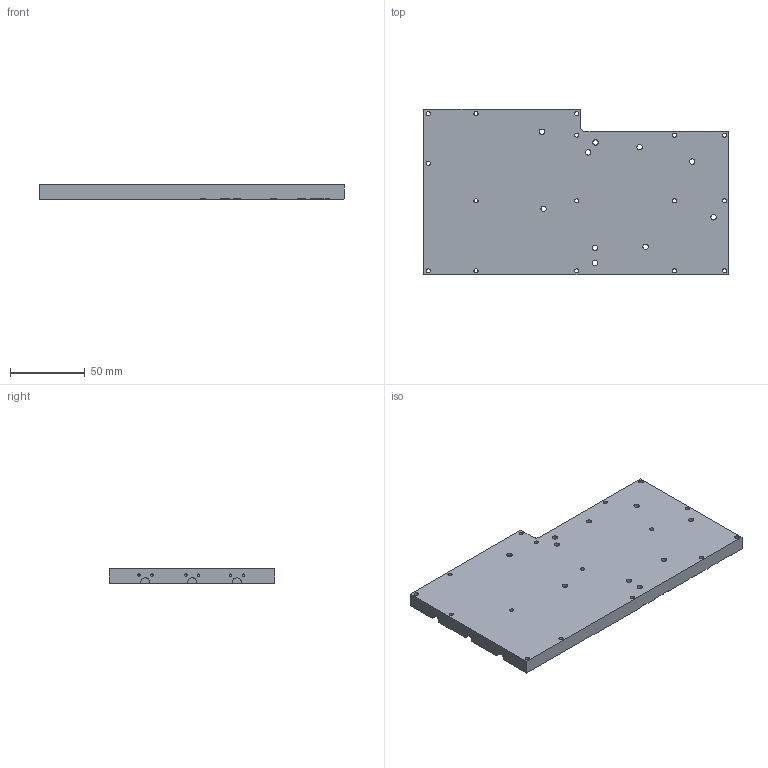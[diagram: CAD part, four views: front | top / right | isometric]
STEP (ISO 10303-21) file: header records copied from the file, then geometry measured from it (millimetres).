
FILE_DESCRIPTION(('STEP AP242'), '1');
FILE_NAME('ÅÐÂË.741424.006_Êðûøêà èçì.1[1]', '', ('UNSPECIFIED'), ('UNSPECIFIED'), 'C3D Converter', 'C3D Toolkit', '');
FILE_SCHEMA(('AP242_MANAGED_MODEL_BASED_3D_ENGINEERING_MIM_LF { 1 0 10303 442 1 1 4 }'));
Length unit declared in the file: millimetre
Products named in the file (1): ЕРВЛ.741424.006_Крышка изм.1[1]
Bounding box: 203 x 110.2 x 9.5 mm (x, y, z)
Volume: 79541.4 mm3; surface area: 58935 mm2
Topology: 1 solids, 1 shells, 220 faces, 650 edges, 432 vertices
Faces by surface type: plane 150, cylinder 70
Full cylindrical faces by diameter (mm): 1.6 x6, 2.8 x16, 3.6 x10
Entity records: 9098 total; most frequent: CARTESIAN_POINT 1271, ORIENTED_EDGE 1236, DIRECTION 1208, EDGE_CURVE 618, LINE 470, VECTOR 470, VERTEX_POINT 432, AXIS2_PLACEMENT_3D 369
